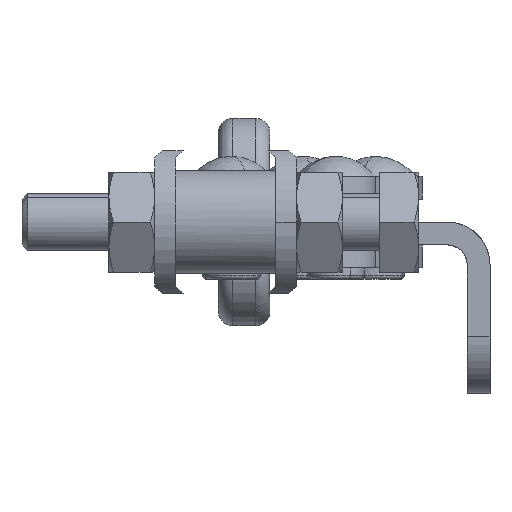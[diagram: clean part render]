
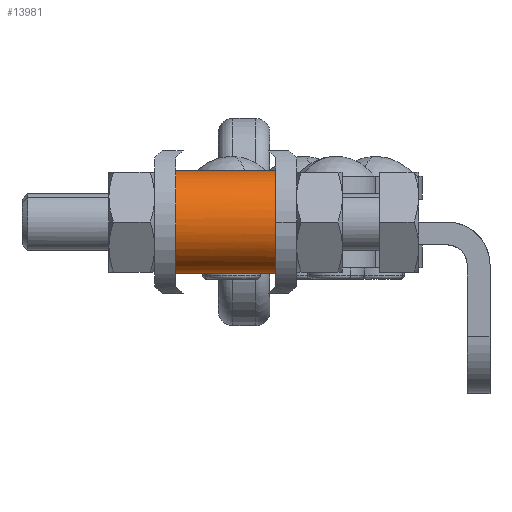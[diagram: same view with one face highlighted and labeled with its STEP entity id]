
A CAD part, left-side view. The second image highlights one B-rep face of the part: STEP entity #13981.
In plain terms, the highlighted cylindrical face has radius 3.6 mm (diameter 7.2 mm), a partial arc.
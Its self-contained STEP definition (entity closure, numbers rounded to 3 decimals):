
#455=VECTOR('',#15093,1.);
#457=VECTOR('',#15117,1.);
#855=LINE('',#22258,#455);
#857=LINE('',#22282,#457);
#1226=CYLINDRICAL_SURFACE('',#19521,3.6);
#1847=VERTEX_POINT('',#22257);
#1848=VERTEX_POINT('',#22259);
#1849=VERTEX_POINT('',#22263);
#1850=VERTEX_POINT('',#22265);
#1851=VERTEX_POINT('',#22267);
#1852=VERTEX_POINT('',#22269);
#1853=VERTEX_POINT('',#22271);
#1854=VERTEX_POINT('',#22273);
#1855=VERTEX_POINT('',#22275);
#1856=VERTEX_POINT('',#22277);
#1857=VERTEX_POINT('',#22279);
#1858=VERTEX_POINT('',#22281);
#1859=VERTEX_POINT('',#22283);
#1860=VERTEX_POINT('',#22285);
#1861=VERTEX_POINT('',#22287);
#1862=VERTEX_POINT('',#22289);
#1863=VERTEX_POINT('',#22291);
#1864=VERTEX_POINT('',#22293);
#4028=CIRCLE('',#19522,3.6);
#4029=CIRCLE('',#19523,3.6);
#4030=CIRCLE('',#19524,3.6);
#4031=CIRCLE('',#19525,3.6);
#4032=CIRCLE('',#19526,3.6);
#4033=CIRCLE('',#19527,3.6);
#4034=CIRCLE('',#19528,3.6);
#4035=CIRCLE('',#19529,3.6);
#4036=CIRCLE('',#19530,3.6);
#4037=CIRCLE('',#19531,3.6);
#4038=CIRCLE('',#19532,3.6);
#4039=CIRCLE('',#19533,3.6);
#4040=CIRCLE('',#19534,3.6);
#4041=CIRCLE('',#19535,3.6);
#4042=CIRCLE('',#19536,3.6);
#4043=CIRCLE('',#19537,3.6);
#6033=EDGE_CURVE('',#1847,#1848,#855,.T.);
#6035=EDGE_CURVE('',#1848,#1849,#4028,.T.);
#6036=EDGE_CURVE('',#1850,#1847,#4029,.T.);
#6037=EDGE_CURVE('',#1851,#1850,#4030,.T.);
#6038=EDGE_CURVE('',#1852,#1851,#4031,.T.);
#6039=EDGE_CURVE('',#1853,#1852,#4032,.T.);
#6040=EDGE_CURVE('',#1854,#1853,#4033,.T.);
#6041=EDGE_CURVE('',#1855,#1854,#4034,.T.);
#6042=EDGE_CURVE('',#1856,#1855,#4035,.T.);
#6043=EDGE_CURVE('',#1857,#1856,#4036,.T.);
#6044=EDGE_CURVE('',#1858,#1857,#4037,.T.);
#6045=EDGE_CURVE('',#1859,#1858,#857,.T.);
#6046=EDGE_CURVE('',#1860,#1859,#4038,.T.);
#6047=EDGE_CURVE('',#1861,#1860,#4039,.T.);
#6048=EDGE_CURVE('',#1862,#1861,#4040,.T.);
#6049=EDGE_CURVE('',#1863,#1862,#4041,.T.);
#6050=EDGE_CURVE('',#1864,#1863,#4042,.T.);
#6051=EDGE_CURVE('',#1849,#1864,#4043,.T.);
#8992=ORIENTED_EDGE('',*,*,#6035,.F.);
#8993=ORIENTED_EDGE('',*,*,#6033,.F.);
#8994=ORIENTED_EDGE('',*,*,#6036,.F.);
#8995=ORIENTED_EDGE('',*,*,#6037,.F.);
#8996=ORIENTED_EDGE('',*,*,#6038,.F.);
#8997=ORIENTED_EDGE('',*,*,#6039,.F.);
#8998=ORIENTED_EDGE('',*,*,#6040,.F.);
#8999=ORIENTED_EDGE('',*,*,#6041,.F.);
#9000=ORIENTED_EDGE('',*,*,#6042,.F.);
#9001=ORIENTED_EDGE('',*,*,#6043,.F.);
#9002=ORIENTED_EDGE('',*,*,#6044,.F.);
#9003=ORIENTED_EDGE('',*,*,#6045,.F.);
#9004=ORIENTED_EDGE('',*,*,#6046,.F.);
#9005=ORIENTED_EDGE('',*,*,#6047,.F.);
#9006=ORIENTED_EDGE('',*,*,#6048,.F.);
#9007=ORIENTED_EDGE('',*,*,#6049,.F.);
#9008=ORIENTED_EDGE('',*,*,#6050,.F.);
#9009=ORIENTED_EDGE('',*,*,#6051,.F.);
#13183=EDGE_LOOP('',(#8992,#8993,#8994,#8995,#8996,#8997,#8998,#8999,#9000,
#9001,#9002,#9003,#9004,#9005,#9006,#9007,#9008,#9009));
#13586=FACE_BOUND('',#13183,.T.);
#13981=ADVANCED_FACE('',(#13586),#1226,.F.);
#15093=DIRECTION('',(0.,-1.,0.));
#15095=DIRECTION('',(0.,-1.,0.));
#15096=DIRECTION('',(3.6,0.,0.));
#15097=DIRECTION('',(0.,1.,0.));
#15098=DIRECTION('',(0.,0.,-3.6));
#15099=DIRECTION('',(0.,-1.,0.));
#15100=DIRECTION('',(0.,0.,3.6));
#15101=DIRECTION('',(0.,-1.,0.));
#15102=DIRECTION('',(0.,0.,3.6));
#15103=DIRECTION('',(0.,-1.,0.));
#15104=DIRECTION('',(0.,0.,3.6));
#15105=DIRECTION('',(0.,-1.,0.));
#15106=DIRECTION('',(0.,0.,3.6));
#15107=DIRECTION('',(0.,-1.,0.));
#15108=DIRECTION('',(0.,0.,3.6));
#15109=DIRECTION('',(0.,-1.,0.));
#15110=DIRECTION('',(0.,0.,3.6));
#15111=DIRECTION('',(0.,-1.,0.));
#15112=DIRECTION('',(0.,0.,3.6));
#15113=DIRECTION('',(0.,-1.,0.));
#15114=DIRECTION('',(0.,0.,3.6));
#15115=DIRECTION('',(0.,-1.,0.));
#15116=DIRECTION('',(0.,0.,3.6));
#15117=DIRECTION('',(0.,1.,0.));
#15118=DIRECTION('',(0.,1.,0.));
#15119=DIRECTION('',(0.,0.,-3.6));
#15120=DIRECTION('',(0.,1.,0.));
#15121=DIRECTION('',(0.,0.,-3.6));
#15122=DIRECTION('',(0.,1.,0.));
#15123=DIRECTION('',(0.,0.,-3.6));
#15124=DIRECTION('',(0.,1.,0.));
#15125=DIRECTION('',(0.,0.,-3.6));
#15126=DIRECTION('',(0.,1.,0.));
#15127=DIRECTION('',(0.,0.,-3.6));
#15128=DIRECTION('',(0.,1.,0.));
#15129=DIRECTION('',(0.,0.,-3.6));
#19521=AXIS2_PLACEMENT_3D('',#22261,#15095,#15096);
#19522=AXIS2_PLACEMENT_3D('',#22262,#15097,#15098);
#19523=AXIS2_PLACEMENT_3D('',#22264,#15099,#15100);
#19524=AXIS2_PLACEMENT_3D('',#22266,#15101,#15102);
#19525=AXIS2_PLACEMENT_3D('',#22268,#15103,#15104);
#19526=AXIS2_PLACEMENT_3D('',#22270,#15105,#15106);
#19527=AXIS2_PLACEMENT_3D('',#22272,#15107,#15108);
#19528=AXIS2_PLACEMENT_3D('',#22274,#15109,#15110);
#19529=AXIS2_PLACEMENT_3D('',#22276,#15111,#15112);
#19530=AXIS2_PLACEMENT_3D('',#22278,#15113,#15114);
#19531=AXIS2_PLACEMENT_3D('',#22280,#15115,#15116);
#19532=AXIS2_PLACEMENT_3D('',#22284,#15118,#15119);
#19533=AXIS2_PLACEMENT_3D('',#22286,#15120,#15121);
#19534=AXIS2_PLACEMENT_3D('',#22288,#15122,#15123);
#19535=AXIS2_PLACEMENT_3D('',#22290,#15124,#15125);
#19536=AXIS2_PLACEMENT_3D('',#22292,#15126,#15127);
#19537=AXIS2_PLACEMENT_3D('',#22294,#15128,#15129);
#22257=CARTESIAN_POINT('',(-20.15,21.994,-3.6));
#22258=CARTESIAN_POINT('',(-20.15,21.994,-3.6));
#22259=CARTESIAN_POINT('',(-20.15,14.994,-3.6));
#22261=CARTESIAN_POINT('',(-20.15,20.594,0.));
#22262=CARTESIAN_POINT('',(-20.15,14.994,0.));
#22263=CARTESIAN_POINT('',(-21.528,14.994,-3.326));
#22264=CARTESIAN_POINT('',(-20.15,21.994,0.));
#22265=CARTESIAN_POINT('',(-20.852,21.994,-3.531));
#22266=CARTESIAN_POINT('',(-20.15,21.994,0.));
#22267=CARTESIAN_POINT('',(-21.528,21.994,-3.326));
#22268=CARTESIAN_POINT('',(-20.15,21.994,0.));
#22269=CARTESIAN_POINT('',(-23.476,21.994,-1.378));
#22270=CARTESIAN_POINT('',(-20.15,21.994,0.));
#22271=CARTESIAN_POINT('',(-23.681,21.994,-0.702));
#22272=CARTESIAN_POINT('',(-20.15,21.994,0.));
#22273=CARTESIAN_POINT('',(-23.681,21.994,0.702));
#22274=CARTESIAN_POINT('',(-20.15,21.994,0.));
#22275=CARTESIAN_POINT('',(-23.476,21.994,1.378));
#22276=CARTESIAN_POINT('',(-20.15,21.994,0.));
#22277=CARTESIAN_POINT('',(-21.528,21.994,3.326));
#22278=CARTESIAN_POINT('',(-20.15,21.994,0.));
#22279=CARTESIAN_POINT('',(-20.852,21.994,3.531));
#22280=CARTESIAN_POINT('',(-20.15,21.994,0.));
#22281=CARTESIAN_POINT('',(-20.15,21.994,3.6));
#22282=CARTESIAN_POINT('',(-20.15,14.994,3.6));
#22283=CARTESIAN_POINT('',(-20.15,14.994,3.6));
#22284=CARTESIAN_POINT('',(-20.15,14.994,0.));
#22285=CARTESIAN_POINT('',(-21.528,14.994,3.326));
#22286=CARTESIAN_POINT('',(-20.15,14.994,0.));
#22287=CARTESIAN_POINT('',(-23.143,14.994,2.));
#22288=CARTESIAN_POINT('',(-20.15,14.994,0.));
#22289=CARTESIAN_POINT('',(-23.476,14.994,1.378));
#22290=CARTESIAN_POINT('',(-20.15,14.994,0.));
#22291=CARTESIAN_POINT('',(-23.476,14.994,-1.378));
#22292=CARTESIAN_POINT('',(-20.15,14.994,0.));
#22293=CARTESIAN_POINT('',(-23.143,14.994,-2.));
#22294=CARTESIAN_POINT('',(-20.15,14.994,0.));
